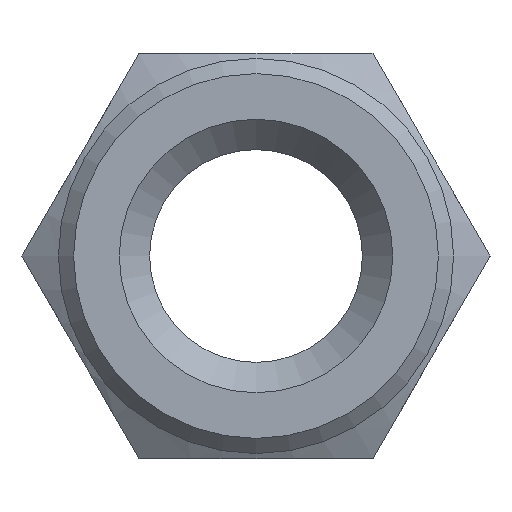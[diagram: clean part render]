
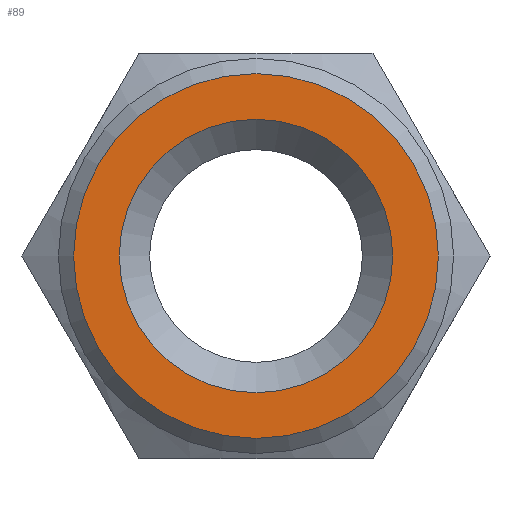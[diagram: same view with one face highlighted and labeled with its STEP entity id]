
A CAD part, front view. The second image highlights one B-rep face of the part: STEP entity #89.
In plain terms, the highlighted planar face has unit normal (0, -1, 0).
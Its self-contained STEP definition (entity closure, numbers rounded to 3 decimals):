
#89 = ADVANCED_FACE( 'NONE', ( #129, #130 ), #131, .T. );
#129 = FACE_OUTER_BOUND( '', #174, .T. );
#130 = FACE_BOUND( '', #175, .T. );
#131 = PLANE( '', #176 );
#174 = EDGE_LOOP( '', ( #279 ) );
#175 = EDGE_LOOP( '', ( #280 ) );
#176 = AXIS2_PLACEMENT_3D( '', #281, #282, #283 );
#279 = ORIENTED_EDGE( '', *, *, #323, .T. );
#280 = ORIENTED_EDGE( '', *, *, #310, .T. );
#281 = CARTESIAN_POINT( '', ( 3.6, 0., 0. ) );
#282 = DIRECTION( '', ( 0., -1., 0. ) );
#283 = DIRECTION( '', ( 0., 0., -1. ) );
#310 = EDGE_CURVE( 'NONE', #356, #356, #357, .T. );
#323 = EDGE_CURVE( 'NONE', #376, #376, #377, .T. );
#356 = VERTEX_POINT( '', #566 );
#357 = CIRCLE( '', #567, 2.7 );
#376 = VERTEX_POINT( '', #592 );
#377 = CIRCLE( '', #593, 3.6 );
#566 = CARTESIAN_POINT( '', ( 0., 0., -2.7 ) );
#567 = AXIS2_PLACEMENT_3D( '', #600, #601, #602 );
#592 = CARTESIAN_POINT( '', ( 0., 0., 3.6 ) );
#593 = AXIS2_PLACEMENT_3D( '', #627, #628, #629 );
#600 = CARTESIAN_POINT( '', ( 0., 0., 0. ) );
#601 = DIRECTION( '', ( 0., 1., 0. ) );
#602 = DIRECTION( '', ( 0., 0., -1. ) );
#627 = CARTESIAN_POINT( '', ( 0., 0., 0. ) );
#628 = DIRECTION( '', ( 0., -1., 0. ) );
#629 = DIRECTION( '', ( 0., 0., 1. ) );
